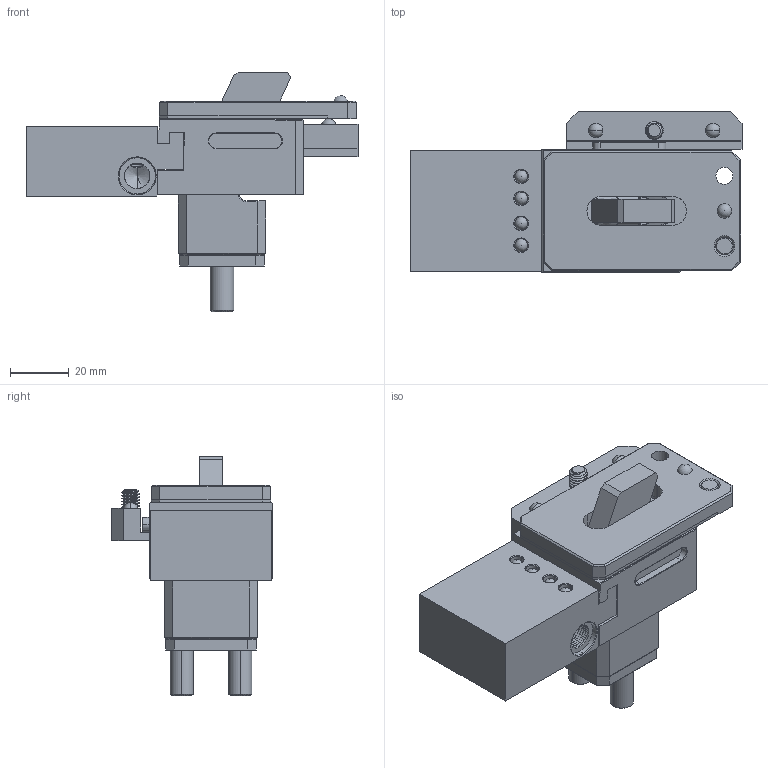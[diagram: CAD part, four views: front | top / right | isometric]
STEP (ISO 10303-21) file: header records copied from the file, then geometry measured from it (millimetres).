
FILE_DESCRIPTION (( 'STEP AP214' ), '1' );
FILE_NAME ('CR424517.STEP', '2024-07-22T12:54:27', ( '' ), ( '' ), 'SwSTEP 2.0', 'SolidWorks 2021', '' );
FILE_SCHEMA (( 'AUTOMOTIVE_DESIGN' ));
Length unit declared in the file: millimetre
Products named in the file (23): CR424517; 9CS423009-A; iman_6x3; Bola_5; 9CR424509-C; iman_14x4; Chaveta_25x5; 9CS000000-G; 9CS423017-C; iman_6x2; iman_6x5; 9CR424509-G; 9CR424509-B_Curta; 9CS423009-T; 9CS423017-D1; 9CR000000-F; 9CS423017-D2; 9CR000000-T_91294A239; Bola_4i5; Junta_tor_4x1.5; iman_8x4; 9CS423009-E; torica_3.1x1i6
Assembly tree (41 placements, depth 2):
  CR424517
    9CS423009-A
    iman_6x3  x2
    iman_6x5
    9CS423009-T  x2
    9CS423009-E
    iman_6x2
    Chaveta_25x5
    torica_3.1x1i6
    9CS000000-G
    Bola_5  x3
    9CS423017-D2
    9CS423017-D1
    iman_14x4  x2
    iman_8x4  x6
    9CS423017-C
    9CR424509-B_Curta
    9CR424509-G  x3
    Bola_4i5  x4
    9CR424509-C  x3
    Junta_tor_4x1.5  x3
    9CR000000-F
    9CR000000-T_91294A239
Bounding box: 113.5 x 55 x 82 mm (x, y, z)
Volume: 137451.3 mm3; surface area: 62421.2 mm2
Topology: 45 solids, 45 shells, 1286 faces, 3170 edges, 1997 vertices
Faces by surface type: plane 451, cylinder 323, bspline 219, torus 143, cone 136, sphere 14
Entity records: 52449 total; most frequent: CARTESIAN_POINT 24441, ORIENTED_EDGE 5218, DIRECTION 4334, EDGE_CURVE 2609, VERTEX_POINT 1665, AXIS2_PLACEMENT_3D 1510, VECTOR 1314, LINE 1314
